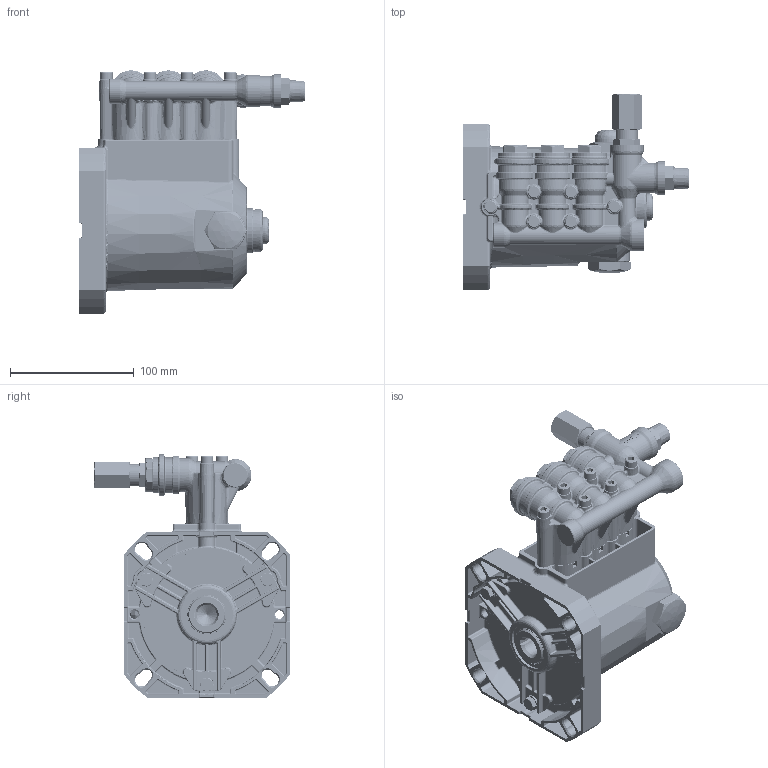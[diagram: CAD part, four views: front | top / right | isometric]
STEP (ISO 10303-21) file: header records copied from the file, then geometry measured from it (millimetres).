
FILE_DESCRIPTION (( 'STEP AP203' ), '1' );
FILE_NAME ('4DX10ER.STEP', '2019-02-25T13:00:56', ( '' ), ( '' ), 'SwSTEP 2.0', 'SolidWorks 2018', '' );
FILE_SCHEMA (( 'CONFIG_CONTROL_DESIGN' ));
Length unit declared in the file: millimetre
Products named in the file (1): 4DX10ER
Bounding box: 182 x 158 x 196.25 mm (x, y, z)
Volume: 627441.8 mm3; surface area: 342195.5 mm2
Topology: 35 solids, 35 shells, 5086 faces, 12367 edges, 7098 vertices
Faces by surface type: bspline 2247, cylinder 1447, plane 907, cone 483, torus 2
Entity records: 266697 total; most frequent: CARTESIAN_POINT 166075, ORIENTED_EDGE 23984, DIRECTION 17068, EDGE_CURVE 11992, VERTEX_POINT 7098, AXIS2_PLACEMENT_3D 6712, EDGE_LOOP 5318, FACE_OUTER_BOUND 5086
